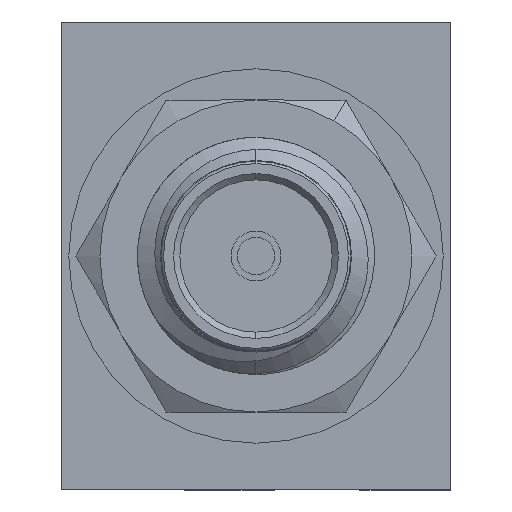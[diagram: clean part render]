
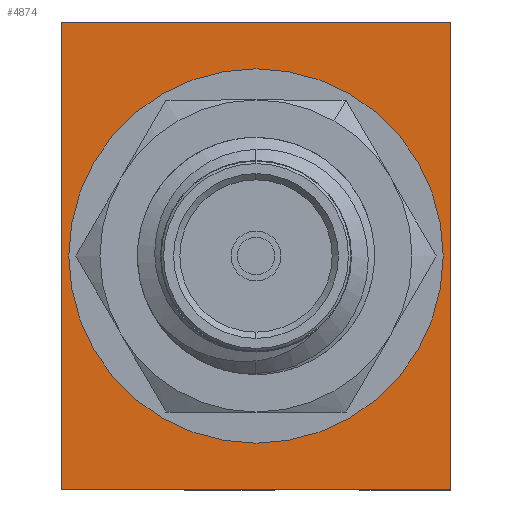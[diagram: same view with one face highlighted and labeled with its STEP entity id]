
A CAD part, left-side view. The second image highlights one B-rep face of the part: STEP entity #4874.
In plain terms, the highlighted planar face has unit normal (-1, 0, 0).
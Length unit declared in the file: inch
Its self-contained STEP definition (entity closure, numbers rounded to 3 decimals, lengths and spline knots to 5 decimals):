
#1 = DIRECTION ( 'NONE',  ( 0., 0., 1. ) ) ;
#39 = FACE_OUTER_BOUND ( 'NONE', #5717, .T. ) ;
#79 = DIRECTION ( 'NONE',  ( -1., 0., 0. ) ) ;
#562 = CARTESIAN_POINT ( 'NONE',  ( 0.435, 0.156, 0.1875 ) ) ;
#610 = VECTOR ( 'NONE', #2513, 39.37008 ) ;
#996 = DIRECTION ( 'NONE',  ( 0., 0., -1. ) ) ;
#1232 = CARTESIAN_POINT ( 'NONE',  ( 0.435, -0.156, -0.1875 ) ) ;
#1260 = CARTESIAN_POINT ( 'NONE',  ( 0.435, 0., 0. ) ) ;
#1312 = ORIENTED_EDGE ( 'NONE', *, *, #3778, .F. ) ;
#1590 = ORIENTED_EDGE ( 'NONE', *, *, #6060, .F. ) ;
#1627 = EDGE_LOOP ( 'NONE', ( #1312, #4151 ) ) ;
#2031 = VECTOR ( 'NONE', #996, 39.37008 ) ;
#2162 = DIRECTION ( 'NONE',  ( -1., 0., 0. ) ) ;
#2234 = CIRCLE ( 'NONE', #5633, 0.096 ) ;
#2304 = DIRECTION ( 'NONE',  ( 0., 0., 1. ) ) ;
#2400 = FACE_BOUND ( 'NONE', #1627, .T. ) ;
#2513 = DIRECTION ( 'NONE',  ( 0., 1., 0. ) ) ;
#2620 = AXIS2_PLACEMENT_3D ( 'NONE', #6969, #2162, #6994 ) ;
#2634 = VERTEX_POINT ( 'NONE', #3371 ) ;
#2958 = CARTESIAN_POINT ( 'NONE',  ( 0.435, 0., 0. ) ) ;
#3016 = EDGE_CURVE ( 'NONE', #6415, #2634, #6972, .T. ) ;
#3053 = VERTEX_POINT ( 'NONE', #6739 ) ;
#3371 = CARTESIAN_POINT ( 'NONE',  ( 0.435, 0., -0.096 ) ) ;
#3478 = CARTESIAN_POINT ( 'NONE',  ( 0.435, 0., 0.096 ) ) ;
#3605 = LINE ( 'NONE', #7595, #2031 ) ;
#3609 = DIRECTION ( 'NONE',  ( 0., -1., 0. ) ) ;
#3639 = CARTESIAN_POINT ( 'NONE',  ( 0.435, -0.156, -0.1875 ) ) ;
#3661 = CARTESIAN_POINT ( 'NONE',  ( 0.435, -0.156, 0.1875 ) ) ;
#3778 = EDGE_CURVE ( 'NONE', #2634, #6415, #2234, .T. ) ;
#3897 = LINE ( 'NONE', #4719, #3989 ) ;
#3989 = VECTOR ( 'NONE', #3609, 39.37008 ) ;
#4068 = AXIS2_PLACEMENT_3D ( 'NONE', #1260, #6710, #5660 ) ;
#4151 = ORIENTED_EDGE ( 'NONE', *, *, #3016, .F. ) ;
#4180 = VECTOR ( 'NONE', #2304, 39.37008 ) ;
#4719 = CARTESIAN_POINT ( 'NONE',  ( 0.435, -0.156, 0.1875 ) ) ;
#4874 = ADVANCED_FACE ( 'NONE', ( #39, #2400 ), #5805, .T. ) ;
#5091 = CARTESIAN_POINT ( 'NONE',  ( 0.435, 0.156, -0.1875 ) ) ;
#5201 = EDGE_CURVE ( 'NONE', #7369, #3053, #5308, .T. ) ;
#5308 = LINE ( 'NONE', #562, #4180 ) ;
#5537 = VERTEX_POINT ( 'NONE', #1232 ) ;
#5633 = AXIS2_PLACEMENT_3D ( 'NONE', #2958, #79, #1 ) ;
#5642 = ORIENTED_EDGE ( 'NONE', *, *, #5764, .F. ) ;
#5660 = DIRECTION ( 'NONE',  ( 0., 0., 1. ) ) ;
#5717 = EDGE_LOOP ( 'NONE', ( #1590, #5793, #5642, #6543 ) ) ;
#5764 = EDGE_CURVE ( 'NONE', #3053, #5996, #3897, .T. ) ;
#5793 = ORIENTED_EDGE ( 'NONE', *, *, #6221, .F. ) ;
#5805 = PLANE ( 'NONE',  #2620 ) ;
#5996 = VERTEX_POINT ( 'NONE', #3661 ) ;
#6060 = EDGE_CURVE ( 'NONE', #5537, #7369, #7324, .T. ) ;
#6221 = EDGE_CURVE ( 'NONE', #5996, #5537, #3605, .T. ) ;
#6415 = VERTEX_POINT ( 'NONE', #3478 ) ;
#6543 = ORIENTED_EDGE ( 'NONE', *, *, #5201, .F. ) ;
#6710 = DIRECTION ( 'NONE',  ( -1., 0., 0. ) ) ;
#6739 = CARTESIAN_POINT ( 'NONE',  ( 0.435, 0.156, 0.1875 ) ) ;
#6969 = CARTESIAN_POINT ( 'NONE',  ( 0.435, 0., 0. ) ) ;
#6972 = CIRCLE ( 'NONE', #4068, 0.096 ) ;
#6994 = DIRECTION ( 'NONE',  ( 0., 0., 1. ) ) ;
#7324 = LINE ( 'NONE', #3639, #610 ) ;
#7369 = VERTEX_POINT ( 'NONE', #5091 ) ;
#7595 = CARTESIAN_POINT ( 'NONE',  ( 0.435, -0.156, 0.1875 ) ) ;
